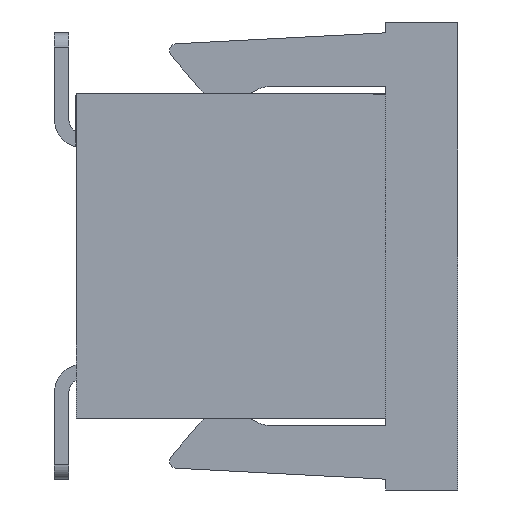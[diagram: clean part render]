
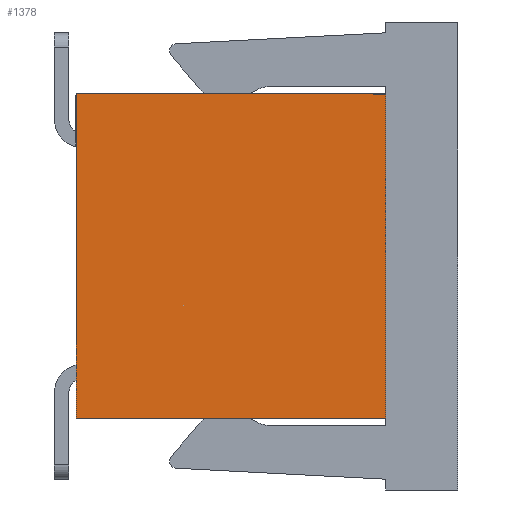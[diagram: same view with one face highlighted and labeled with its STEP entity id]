
A CAD part, left-side view. The second image highlights one B-rep face of the part: STEP entity #1378.
In plain terms, the highlighted planar face has unit normal (-1, 0, 0).
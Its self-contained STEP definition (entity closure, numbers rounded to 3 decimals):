
#828=CARTESIAN_POINT('',(18.125,0.,-4.5));
#829=VERTEX_POINT('',#828);
#836=CARTESIAN_POINT('',(18.125,4.3,-4.5));
#837=VERTEX_POINT('',#836);
#838=CARTESIAN_POINT('',(18.125,0.,-4.5));
#839=DIRECTION('',(0.,1.,0.));
#840=VECTOR('',#839,4.3);
#841=LINE('',#838,#840);
#842=EDGE_CURVE('',#829,#837,#841,.T.);
#1100=CARTESIAN_POINT('',(18.125,0.,0.));
#1101=VERTEX_POINT('',#1100);
#1118=CARTESIAN_POINT('',(18.125,4.3,0.));
#1119=VERTEX_POINT('',#1118);
#1126=CARTESIAN_POINT('',(18.125,0.,0.));
#1127=DIRECTION('',(0.,1.,0.));
#1128=VECTOR('',#1127,4.3);
#1129=LINE('',#1126,#1128);
#1130=EDGE_CURVE('',#1101,#1119,#1129,.T.);
#1146=CARTESIAN_POINT('',(18.125,0.,0.));
#1147=DIRECTION('',(0.,0.,-1.));
#1148=VECTOR('',#1147,4.5);
#1149=LINE('',#1146,#1148);
#1150=EDGE_CURVE('',#1101,#829,#1149,.T.);
#1362=CARTESIAN_POINT('',(18.125,0.15,-4.5));
#1363=DIRECTION('',(0.,0.,1.));
#1364=DIRECTION('',(-1.,0.,0.));
#1365=AXIS2_PLACEMENT_3D('',#1362,#1364,#1363);
#1366=PLANE('',#1365);
#1367=ORIENTED_EDGE('',*,*,#1130,.T.);
#1368=CARTESIAN_POINT('',(18.125,4.3,-4.5));
#1369=DIRECTION('',(0.,0.,1.));
#1370=VECTOR('',#1369,4.5);
#1371=LINE('',#1368,#1370);
#1372=EDGE_CURVE('',#837,#1119,#1371,.T.);
#1373=ORIENTED_EDGE('',*,*,#1372,.F.);
#1374=ORIENTED_EDGE('',*,*,#842,.F.);
#1375=ORIENTED_EDGE('',*,*,#1150,.F.);
#1376=EDGE_LOOP('',(#1367,#1373,#1374,#1375));
#1377=FACE_OUTER_BOUND('',#1376,.T.);
#1378=ADVANCED_FACE('',(#1377),#1366,.T.);
